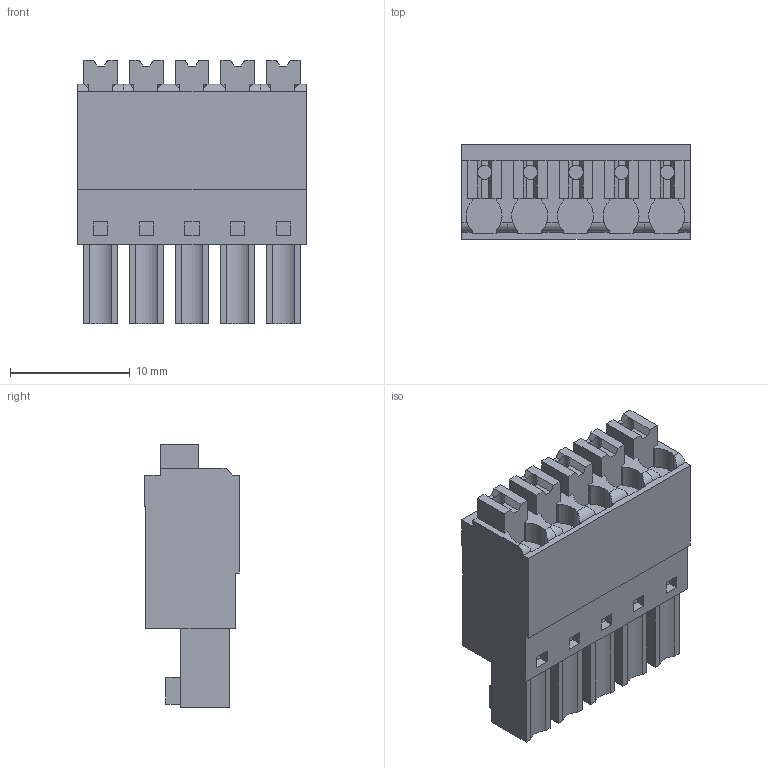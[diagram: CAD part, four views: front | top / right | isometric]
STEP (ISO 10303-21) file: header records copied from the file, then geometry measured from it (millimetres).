
FILE_DESCRIPTION(('CATIA V5 STEP Exchange','CAx-IF Rec.Pracs.--- Model Styling and Organization---1.2---2011-12-15'),'2;1');
FILE_NAME ('D1460643_0', '2017-07-25T13:00:25+00:00', ('none'), ('Weidmueller'), 'CATIA Version 5-6 Release 2014', 'CATIA V5 STEP AP214', 'none');
FILE_SCHEMA(('AUTOMOTIVE_DESIGN { 1 0 10303 214 1 1 1 1 }'));
Length unit declared in the file: millimetre
Products named in the file (1): 1969970000
Bounding box: 19.05 x 7.9 x 22 mm (x, y, z)
Volume: 2290.7 mm3; surface area: 2100.7 mm2
Topology: 6 solids, 6 shells, 311 faces, 829 edges, 550 vertices
Faces by surface type: plane 253, cylinder 58
Entity records: 9383 total; most frequent: CARTESIAN_POINT 1744, ORIENTED_EDGE 1658, DIRECTION 1206, EDGE_CURVE 829, VECTOR 675, LINE 675, VERTEX_POINT 550, EDGE_LOOP 341
